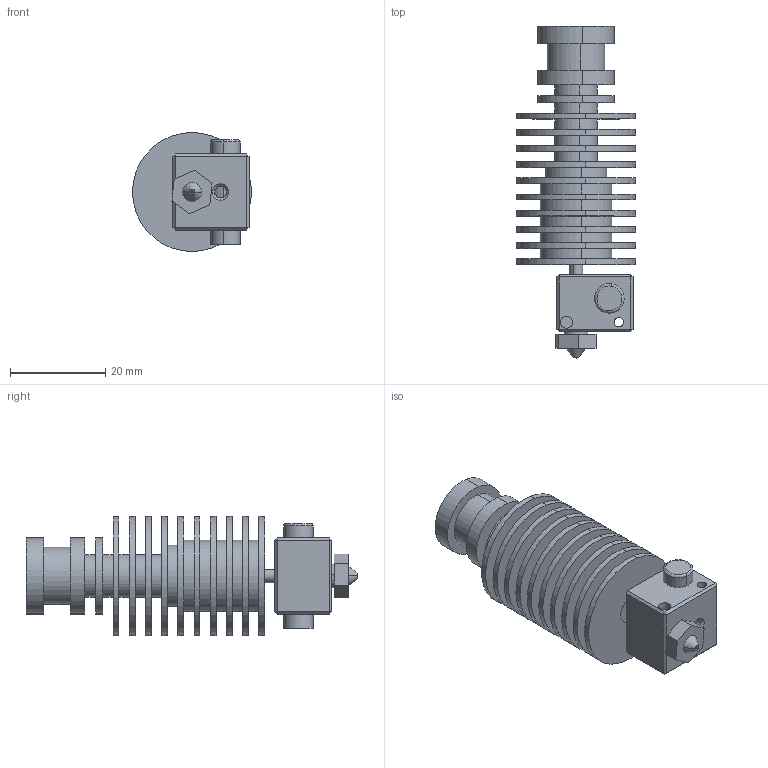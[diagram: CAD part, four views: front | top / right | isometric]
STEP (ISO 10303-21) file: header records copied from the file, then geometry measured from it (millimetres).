
FILE_DESCRIPTION (( 'STEP AP214' ), '1' );
FILE_NAME ('E3D.STEP', '2014-01-28T20:05:42', ( 'Mike' ), ( '' ), 'SwSTEP 2.0', 'SolidWorks 2013', '' );
FILE_SCHEMA (( 'AUTOMOTIVE_DESIGN' ));
Length unit declared in the file: inch
Products named in the file (6): E3D Nozzle; E3D Heatbreak; E3D Heat Block; E3D; cartridge heater; E3D Heatsink_1.75 Bowden
Assembly tree (5 placements, depth 2):
  E3D
    E3D Heat Block
    E3D Heatbreak
    E3D Nozzle
    E3D Heatsink_1.75 Bowden
    cartridge heater
Bounding box: 25 x 69.7 x 25 mm (x, y, z)
Volume: 13328.8 mm3; surface area: 14795.9 mm2
Topology: 5 solids, 5 shells, 183 faces, 372 edges, 230 vertices
Faces by surface type: cylinder 86, plane 71, cone 24, torus 2
Entity records: 5152 total; most frequent: DIRECTION 946, CARTESIAN_POINT 839, ORIENTED_EDGE 744, AXIS2_PLACEMENT_3D 385, EDGE_CURVE 372, VERTEX_POINT 230, EDGE_LOOP 228, CIRCLE 194
